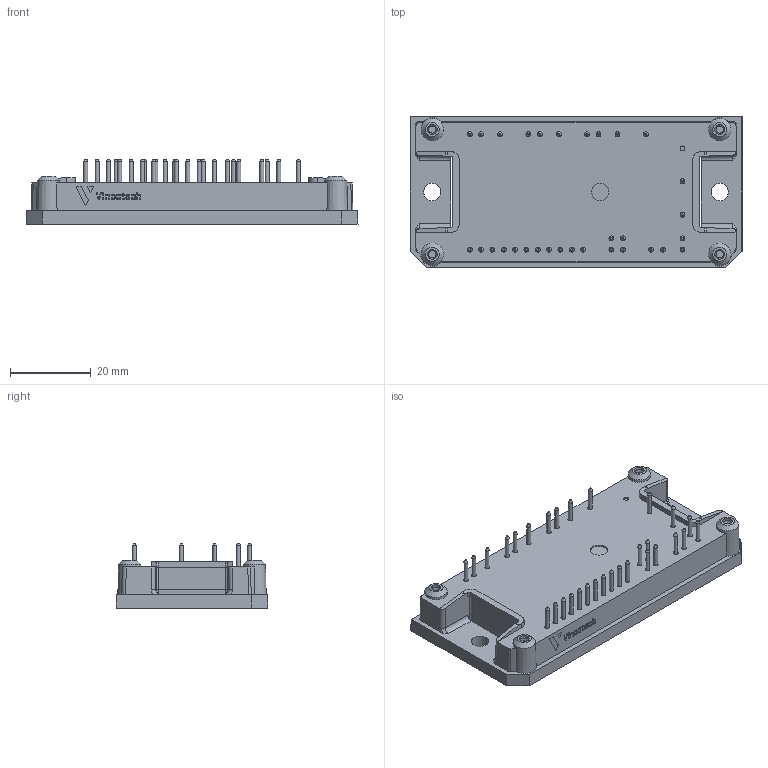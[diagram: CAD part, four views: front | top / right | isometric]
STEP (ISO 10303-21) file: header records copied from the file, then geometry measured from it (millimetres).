
FILE_DESCRIPTION(/* description */ ('Unknown'),/* implementation_level */ '2;1');
FILE_NAME(/* name */ 'Flow1-4T12W-P580(310)-01-OL',/* time_stamp */ '2025-01-24T09:51:02+01:00',/* author */ ('Unknown'),/* organization */ ('Unknown'),/* preprocessor_version */ 'ST-DEVELOPER v18.104',/* originating_system */ 'Solid Edge',/* authorisation */ 'Unknown');
FILE_SCHEMA (('AUTOMOTIVE_DESIGN {1 0 10303 214 3 1 1}'));
Length unit declared in the file: millimetre
Products named in the file (1): Flow1-4T12W-P580-OL
Bounding box: 82 x 37.4 x 16.23 mm (x, y, z)
Volume: 25877.5 mm3; surface area: 11035.9 mm2
Topology: 13 solids, 13 shells, 523 faces, 1297 edges, 869 vertices
Faces by surface type: plane 280, cylinder 116, bspline 80, cone 47
Full cylindrical faces by diameter (mm): 1 x31, 1.2 x32, 2.4 x4, 4.3 x3
Entity records: 17857 total; most frequent: CARTESIAN_POINT 4163, ORIENTED_EDGE 2200, DIRECTION 2123, EDGE_CURVE 1100, VERTEX_POINT 789, AXIS2_PLACEMENT_3D 743, EDGE_LOOP 721, FACE_BOUND 721
